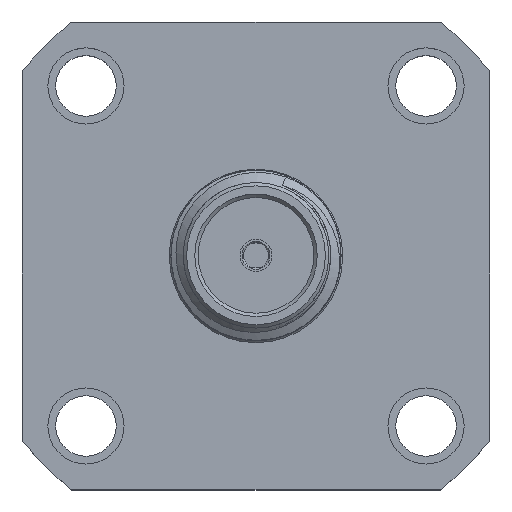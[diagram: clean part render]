
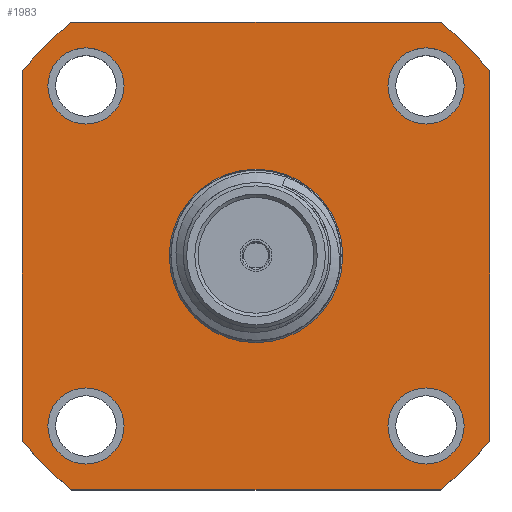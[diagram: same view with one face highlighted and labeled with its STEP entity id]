
A CAD part, top view. The second image highlights one B-rep face of the part: STEP entity #1983.
In plain terms, the highlighted planar face has unit normal (0, 0, 1).
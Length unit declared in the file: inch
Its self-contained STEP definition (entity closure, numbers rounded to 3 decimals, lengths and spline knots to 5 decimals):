
#74 = CIRCLE ( 'NONE', #4931, 0.438 ) ;
#196 = VERTEX_POINT ( 'NONE', #5713 ) ;
#264 = DIRECTION ( 'NONE',  ( -1., 0., 0. ) ) ;
#325 = FACE_BOUND ( 'NONE', #4538, .T. ) ;
#373 = EDGE_CURVE ( 'NONE', #3788, #3788, #1621, .T. ) ;
#470 = VERTEX_POINT ( 'NONE', #4479 ) ;
#602 = ORIENTED_EDGE ( 'NONE', *, *, #4652, .F. ) ;
#607 = EDGE_CURVE ( 'NONE', #1379, #4421, #4937, .T. ) ;
#609 = AXIS2_PLACEMENT_3D ( 'NONE', #814, #5805, #3649 ) ;
#618 = EDGE_LOOP ( 'NONE', ( #4785 ) ) ;
#731 = DIRECTION ( 'NONE',  ( 1., 0., 0. ) ) ;
#741 = CARTESIAN_POINT ( 'NONE',  ( -0.344, -0.344, 0. ) ) ;
#765 = FACE_BOUND ( 'NONE', #1990, .T. ) ;
#789 = VERTEX_POINT ( 'NONE', #4088 ) ;
#807 = CARTESIAN_POINT ( 'NONE',  ( 0., 0., 0. ) ) ;
#814 = CARTESIAN_POINT ( 'NONE',  ( 0., 0., 0. ) ) ;
#878 = EDGE_LOOP ( 'NONE', ( #5924 ) ) ;
#897 = DIRECTION ( 'NONE',  ( 0., 0., 1. ) ) ;
#908 = CARTESIAN_POINT ( 'NONE',  ( 0.344, -0.344, 0. ) ) ;
#1228 = VERTEX_POINT ( 'NONE', #5246 ) ;
#1259 = CARTESIAN_POINT ( 'NONE',  ( -0.1275, 0., 0. ) ) ;
#1303 = DIRECTION ( 'NONE',  ( 0., 0., 1. ) ) ;
#1340 = CARTESIAN_POINT ( 'NONE',  ( 0., 0., 0. ) ) ;
#1370 = VECTOR ( 'NONE', #5313, 39.37008 ) ;
#1379 = VERTEX_POINT ( 'NONE', #6329 ) ;
#1400 = ORIENTED_EDGE ( 'NONE', *, *, #3628, .T. ) ;
#1458 = ORIENTED_EDGE ( 'NONE', *, *, #7116, .T. ) ;
#1464 = ORIENTED_EDGE ( 'NONE', *, *, #3538, .T. ) ;
#1484 = VERTEX_POINT ( 'NONE', #4706 ) ;
#1493 = PLANE ( 'NONE',  #6181 ) ;
#1520 = EDGE_CURVE ( 'NONE', #789, #1228, #4326, .T. ) ;
#1621 = CIRCLE ( 'NONE', #3816, 0.056 ) ;
#1671 = EDGE_CURVE ( 'NONE', #470, #470, #3263, .T. ) ;
#1693 = CARTESIAN_POINT ( 'NONE',  ( -0.194, -0.25, 0. ) ) ;
#1796 = CARTESIAN_POINT ( 'NONE',  ( 0.344, 0.27112, 0. ) ) ;
#1819 = AXIS2_PLACEMENT_3D ( 'NONE', #4486, #6739, #2870 ) ;
#1865 = CIRCLE ( 'NONE', #4724, 0.056 ) ;
#1894 = CARTESIAN_POINT ( 'NONE',  ( -0.25, 0.25, 0. ) ) ;
#1941 = VERTEX_POINT ( 'NONE', #6759 ) ;
#1983 = ADVANCED_FACE ( 'NONE', ( #765, #325, #6151, #5027, #6404, #3548 ), #1493, .F. ) ;
#1990 = EDGE_LOOP ( 'NONE', ( #1458 ) ) ;
#2070 = VERTEX_POINT ( 'NONE', #6548 ) ;
#2248 = ORIENTED_EDGE ( 'NONE', *, *, #7060, .T. ) ;
#2647 = CARTESIAN_POINT ( 'NONE',  ( 0., 0., 0. ) ) ;
#2759 = EDGE_LOOP ( 'NONE', ( #5988 ) ) ;
#2870 = DIRECTION ( 'NONE',  ( 1., 0., 0. ) ) ;
#2996 = DIRECTION ( 'NONE',  ( 0., 0., -1. ) ) ;
#3037 = ORIENTED_EDGE ( 'NONE', *, *, #4980, .F. ) ;
#3094 = CARTESIAN_POINT ( 'NONE',  ( 0.25, -0.25, 0. ) ) ;
#3115 = CARTESIAN_POINT ( 'NONE',  ( -0.344, -0.344, 0. ) ) ;
#3162 = DIRECTION ( 'NONE',  ( 1., 0., 0. ) ) ;
#3233 = EDGE_CURVE ( 'NONE', #3343, #3343, #4156, .T. ) ;
#3263 = CIRCLE ( 'NONE', #4182, 0.056 ) ;
#3343 = VERTEX_POINT ( 'NONE', #1693 ) ;
#3373 = DIRECTION ( 'NONE',  ( 0., 0., -1. ) ) ;
#3512 = CARTESIAN_POINT ( 'NONE',  ( -0.344, -0.27112, 0. ) ) ;
#3518 = CARTESIAN_POINT ( 'NONE',  ( 0.25, 0.25, 0. ) ) ;
#3538 = EDGE_CURVE ( 'NONE', #6934, #789, #6846, .T. ) ;
#3548 = FACE_OUTER_BOUND ( 'NONE', #3736, .T. ) ;
#3617 = VECTOR ( 'NONE', #4960, 39.37008 ) ;
#3628 = EDGE_CURVE ( 'NONE', #196, #4421, #5542, .T. ) ;
#3645 = DIRECTION ( 'NONE',  ( 0., 0., 1. ) ) ;
#3649 = DIRECTION ( 'NONE',  ( -1., 0., 0. ) ) ;
#3657 = DIRECTION ( 'NONE',  ( 0., 0., -1. ) ) ;
#3673 = AXIS2_PLACEMENT_3D ( 'NONE', #807, #2996, #4692 ) ;
#3688 = AXIS2_PLACEMENT_3D ( 'NONE', #3922, #3373, #5085 ) ;
#3736 = EDGE_LOOP ( 'NONE', ( #602, #1400, #5903, #2248, #4880, #6872, #1464, #3997 ) ) ;
#3788 = VERTEX_POINT ( 'NONE', #6198 ) ;
#3816 = AXIS2_PLACEMENT_3D ( 'NONE', #3518, #1303, #731 ) ;
#3922 = CARTESIAN_POINT ( 'NONE',  ( 0., 0., 0. ) ) ;
#3997 = ORIENTED_EDGE ( 'NONE', *, *, #1520, .T. ) ;
#4088 = CARTESIAN_POINT ( 'NONE',  ( 0.27112, 0.344, 0. ) ) ;
#4156 = CIRCLE ( 'NONE', #1819, 0.056 ) ;
#4182 = AXIS2_PLACEMENT_3D ( 'NONE', #3094, #3645, #4228 ) ;
#4225 = CIRCLE ( 'NONE', #3688, 0.1275 ) ;
#4228 = DIRECTION ( 'NONE',  ( 1., 0., 0. ) ) ;
#4296 = CARTESIAN_POINT ( 'NONE',  ( 0., 0., 0. ) ) ;
#4302 = VERTEX_POINT ( 'NONE', #1259 ) ;
#4326 = LINE ( 'NONE', #5196, #1370 ) ;
#4340 = DIRECTION ( 'NONE',  ( -1., 0., 0. ) ) ;
#4421 = VERTEX_POINT ( 'NONE', #3512 ) ;
#4479 = CARTESIAN_POINT ( 'NONE',  ( 0.306, -0.25, 0. ) ) ;
#4486 = CARTESIAN_POINT ( 'NONE',  ( -0.25, -0.25, 0. ) ) ;
#4538 = EDGE_LOOP ( 'NONE', ( #3037 ) ) ;
#4652 = EDGE_CURVE ( 'NONE', #196, #1228, #74, .T. ) ;
#4692 = DIRECTION ( 'NONE',  ( -1., 0., 0. ) ) ;
#4706 = CARTESIAN_POINT ( 'NONE',  ( 0.344, -0.27112, 0. ) ) ;
#4724 = AXIS2_PLACEMENT_3D ( 'NONE', #1894, #5788, #4730 ) ;
#4730 = DIRECTION ( 'NONE',  ( 1., 0., 0. ) ) ;
#4785 = ORIENTED_EDGE ( 'NONE', *, *, #3233, .F. ) ;
#4880 = ORIENTED_EDGE ( 'NONE', *, *, #5854, .F. ) ;
#4931 = AXIS2_PLACEMENT_3D ( 'NONE', #1340, #3657, #264 ) ;
#4937 = CIRCLE ( 'NONE', #3673, 0.438 ) ;
#4960 = DIRECTION ( 'NONE',  ( 1., 0., 0. ) ) ;
#4980 = EDGE_CURVE ( 'NONE', #1941, #1941, #1865, .T. ) ;
#5010 = VECTOR ( 'NONE', #5412, 39.37008 ) ;
#5027 = FACE_BOUND ( 'NONE', #878, .T. ) ;
#5028 = EDGE_CURVE ( 'NONE', #1484, #6934, #5367, .T. ) ;
#5085 = DIRECTION ( 'NONE',  ( -1., 0., 0. ) ) ;
#5196 = CARTESIAN_POINT ( 'NONE',  ( -0.344, 0.344, 0. ) ) ;
#5246 = CARTESIAN_POINT ( 'NONE',  ( -0.27112, 0.344, 0. ) ) ;
#5313 = DIRECTION ( 'NONE',  ( -1., 0., 0. ) ) ;
#5323 = AXIS2_PLACEMENT_3D ( 'NONE', #4296, #897, #3162 ) ;
#5367 = LINE ( 'NONE', #908, #5010 ) ;
#5412 = DIRECTION ( 'NONE',  ( 0., 1., 0. ) ) ;
#5526 = LINE ( 'NONE', #741, #3617 ) ;
#5536 = CIRCLE ( 'NONE', #609, 0.438 ) ;
#5542 = LINE ( 'NONE', #3115, #7007 ) ;
#5713 = CARTESIAN_POINT ( 'NONE',  ( -0.344, 0.27112, 0. ) ) ;
#5788 = DIRECTION ( 'NONE',  ( 0., 0., 1. ) ) ;
#5805 = DIRECTION ( 'NONE',  ( 0., 0., -1. ) ) ;
#5854 = EDGE_CURVE ( 'NONE', #1484, #2070, #5536, .T. ) ;
#5903 = ORIENTED_EDGE ( 'NONE', *, *, #607, .F. ) ;
#5922 = DIRECTION ( 'NONE',  ( 0., 0., -1. ) ) ;
#5924 = ORIENTED_EDGE ( 'NONE', *, *, #1671, .F. ) ;
#5988 = ORIENTED_EDGE ( 'NONE', *, *, #373, .F. ) ;
#6151 = FACE_BOUND ( 'NONE', #2759, .T. ) ;
#6181 = AXIS2_PLACEMENT_3D ( 'NONE', #2647, #5922, #4340 ) ;
#6198 = CARTESIAN_POINT ( 'NONE',  ( 0.306, 0.25, 0. ) ) ;
#6329 = CARTESIAN_POINT ( 'NONE',  ( -0.27112, -0.344, 0. ) ) ;
#6404 = FACE_BOUND ( 'NONE', #618, .T. ) ;
#6548 = CARTESIAN_POINT ( 'NONE',  ( 0.27112, -0.344, 0. ) ) ;
#6739 = DIRECTION ( 'NONE',  ( 0., 0., 1. ) ) ;
#6759 = CARTESIAN_POINT ( 'NONE',  ( -0.194, 0.25, 0. ) ) ;
#6846 = CIRCLE ( 'NONE', #5323, 0.438 ) ;
#6872 = ORIENTED_EDGE ( 'NONE', *, *, #5028, .T. ) ;
#6934 = VERTEX_POINT ( 'NONE', #1796 ) ;
#7007 = VECTOR ( 'NONE', #7008, 39.37008 ) ;
#7008 = DIRECTION ( 'NONE',  ( 0., -1., 0. ) ) ;
#7060 = EDGE_CURVE ( 'NONE', #1379, #2070, #5526, .T. ) ;
#7116 = EDGE_CURVE ( 'NONE', #4302, #4302, #4225, .T. ) ;
